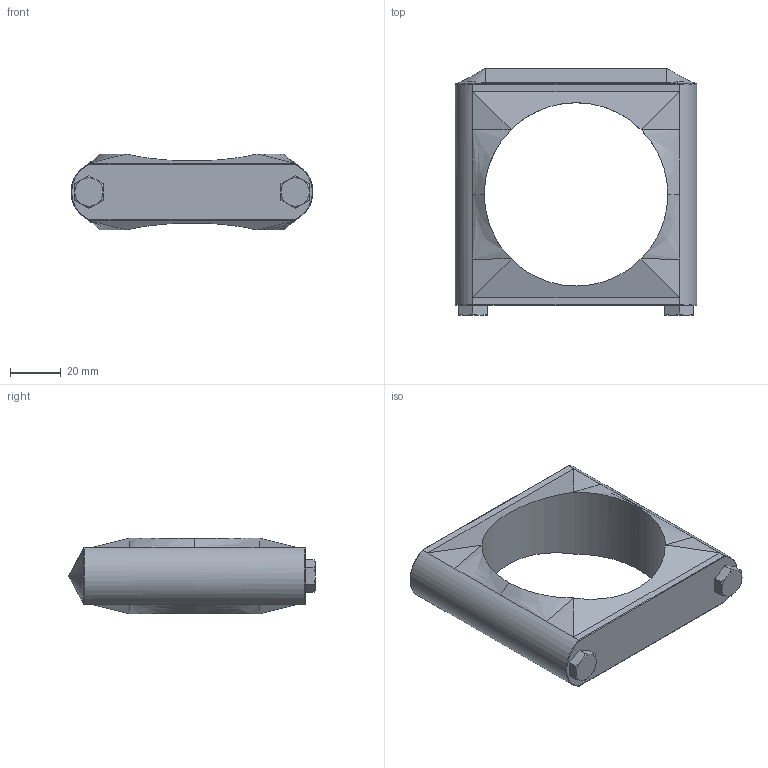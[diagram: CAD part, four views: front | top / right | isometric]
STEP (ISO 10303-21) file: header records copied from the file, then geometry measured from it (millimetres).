
FILE_DESCRIPTION (( 'STEP AP214' ), '1' );
FILE_NAME ('CSDBM2.5P304ZP.STEP', '2023-05-26T16:32:05', ( '' ), ( '' ), 'SwSTEP 2.0', 'SolidWorks 2018', '' );
FILE_SCHEMA (( 'AUTOMOTIVE_DESIGN' ));
Length unit declared in the file: inch
Products named in the file (1): CSDBM2.5P304ZP
Bounding box: 94.97 x 96.91 x 29.82 mm (x, y, z)
Volume: 98765.3 mm3; surface area: 21994.6 mm2
Topology: 1 solids, 1 shells, 81 faces, 203 edges, 124 vertices
Faces by surface type: plane 33, cone 16, bspline 14, cylinder 11, torus 5, sphere 2
Entity records: 3307 total; most frequent: CARTESIAN_POINT 1541, ORIENTED_EDGE 406, DIRECTION 284, EDGE_CURVE 203, VERTEX_POINT 124, AXIS2_PLACEMENT_3D 100, LINE 84, VECTOR 84
